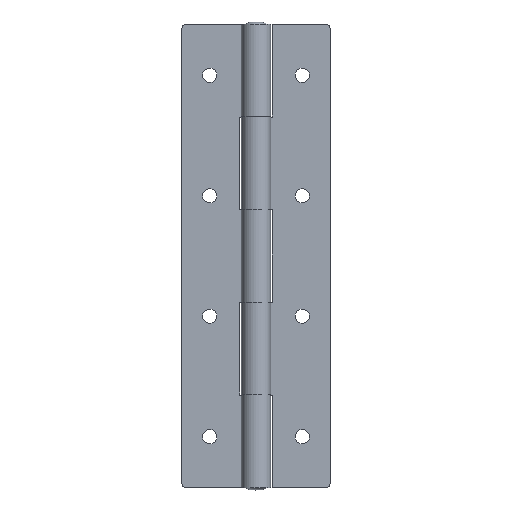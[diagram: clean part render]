
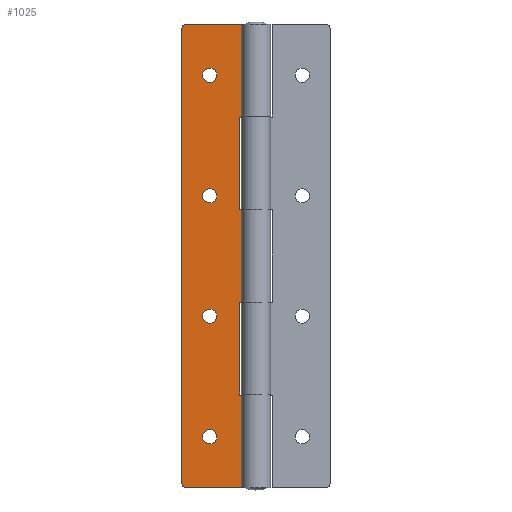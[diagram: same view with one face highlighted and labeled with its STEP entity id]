
A CAD part, top view. The second image highlights one B-rep face of the part: STEP entity #1025.
In plain terms, the highlighted face is planar.
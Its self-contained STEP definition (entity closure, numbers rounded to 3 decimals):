
#41=FACE_BOUND('',#183,.T.);
#42=FACE_BOUND('',#184,.T.);
#43=FACE_BOUND('',#185,.T.);
#44=FACE_BOUND('',#186,.T.);
#73=PLANE('',#1110);
#117=FACE_OUTER_BOUND('',#182,.T.);
#182=EDGE_LOOP('',(#815,#816,#817,#818,#819,#820,#821,#822,#823,#824,#825,
#826,#827,#828));
#183=EDGE_LOOP('',(#829));
#184=EDGE_LOOP('',(#830));
#185=EDGE_LOOP('',(#831));
#186=EDGE_LOOP('',(#832));
#247=LINE('',#1528,#333);
#251=LINE('',#1552,#337);
#254=LINE('',#1564,#340);
#256=LINE('',#1567,#342);
#258=LINE('',#1574,#344);
#261=LINE('',#1586,#347);
#263=LINE('',#1589,#349);
#272=LINE('',#1612,#358);
#273=LINE('',#1615,#359);
#274=LINE('',#1617,#360);
#275=LINE('',#1620,#361);
#276=LINE('',#1623,#362);
#333=VECTOR('',#1208,98.);
#337=VECTOR('',#1236,3.5);
#340=VECTOR('',#1247,3.5);
#342=VECTOR('',#1251,20.);
#344=VECTOR('',#1257,3.5);
#347=VECTOR('',#1268,3.5);
#349=VECTOR('',#1272,20.);
#358=VECTOR('',#1299,20.);
#359=VECTOR('',#1304,20.);
#360=VECTOR('',#1307,15.);
#361=VECTOR('',#1310,15.);
#362=VECTOR('',#1315,20.);
#405=CIRCLE('',#1062,1.);
#412=CIRCLE('',#1072,1.);
#413=CIRCLE('',#1074,1.55);
#414=CIRCLE('',#1076,1.55);
#415=CIRCLE('',#1078,1.55);
#416=CIRCLE('',#1080,1.55);
#457=VERTEX_POINT('',#1484);
#458=VERTEX_POINT('',#1485);
#477=VERTEX_POINT('',#1527);
#478=VERTEX_POINT('',#1531);
#479=VERTEX_POINT('',#1535);
#480=VERTEX_POINT('',#1538);
#481=VERTEX_POINT('',#1541);
#482=VERTEX_POINT('',#1544);
#484=VERTEX_POINT('',#1549);
#485=VERTEX_POINT('',#1551);
#489=VERTEX_POINT('',#1561);
#490=VERTEX_POINT('',#1563);
#492=VERTEX_POINT('',#1571);
#493=VERTEX_POINT('',#1573);
#497=VERTEX_POINT('',#1583);
#498=VERTEX_POINT('',#1585);
#503=VERTEX_POINT('',#1611);
#504=VERTEX_POINT('',#1619);
#557=EDGE_CURVE('',#457,#458,#405,.T.);
#578=EDGE_CURVE('',#477,#458,#247,.T.);
#580=EDGE_CURVE('',#477,#478,#412,.T.);
#582=EDGE_CURVE('',#479,#479,#413,.T.);
#583=EDGE_CURVE('',#480,#480,#414,.T.);
#584=EDGE_CURVE('',#481,#481,#415,.T.);
#585=EDGE_CURVE('',#482,#482,#416,.T.);
#588=EDGE_CURVE('',#485,#484,#251,.T.);
#594=EDGE_CURVE('',#490,#489,#254,.T.);
#596=EDGE_CURVE('',#484,#490,#256,.T.);
#599=EDGE_CURVE('',#493,#492,#258,.T.);
#605=EDGE_CURVE('',#498,#497,#261,.T.);
#607=EDGE_CURVE('',#492,#498,#263,.T.);
#618=EDGE_CURVE('',#503,#493,#272,.T.);
#620=EDGE_CURVE('',#497,#485,#273,.T.);
#621=EDGE_CURVE('',#457,#503,#274,.T.);
#622=EDGE_CURVE('',#504,#478,#275,.T.);
#624=EDGE_CURVE('',#489,#504,#276,.T.);
#815=ORIENTED_EDGE('',*,*,#557,.F.);
#816=ORIENTED_EDGE('',*,*,#621,.T.);
#817=ORIENTED_EDGE('',*,*,#618,.T.);
#818=ORIENTED_EDGE('',*,*,#599,.T.);
#819=ORIENTED_EDGE('',*,*,#607,.T.);
#820=ORIENTED_EDGE('',*,*,#605,.T.);
#821=ORIENTED_EDGE('',*,*,#620,.T.);
#822=ORIENTED_EDGE('',*,*,#588,.T.);
#823=ORIENTED_EDGE('',*,*,#596,.T.);
#824=ORIENTED_EDGE('',*,*,#594,.T.);
#825=ORIENTED_EDGE('',*,*,#624,.T.);
#826=ORIENTED_EDGE('',*,*,#622,.T.);
#827=ORIENTED_EDGE('',*,*,#580,.F.);
#828=ORIENTED_EDGE('',*,*,#578,.T.);
#829=ORIENTED_EDGE('',*,*,#582,.T.);
#830=ORIENTED_EDGE('',*,*,#583,.T.);
#831=ORIENTED_EDGE('',*,*,#584,.T.);
#832=ORIENTED_EDGE('',*,*,#585,.T.);
#1025=ADVANCED_FACE('',(#117,#41,#42,#43,#44),#73,.T.);
#1062=AXIS2_PLACEMENT_3D('',#1486,#1176,#1177);
#1072=AXIS2_PLACEMENT_3D('',#1532,#1212,#1213);
#1074=AXIS2_PLACEMENT_3D('',#1536,#1217,#1218);
#1076=AXIS2_PLACEMENT_3D('',#1539,#1221,#1222);
#1078=AXIS2_PLACEMENT_3D('',#1542,#1225,#1226);
#1080=AXIS2_PLACEMENT_3D('',#1545,#1229,#1230);
#1110=AXIS2_PLACEMENT_3D('',#1624,#1316,#1317);
#1176=DIRECTION('center_axis',(0.,-1.,0.));
#1177=DIRECTION('ref_axis',(-0.707,0.,0.707));
#1208=DIRECTION('',(0.,0.,1.));
#1212=DIRECTION('center_axis',(0.,-1.,0.));
#1213=DIRECTION('ref_axis',(-0.707,0.,-0.707));
#1217=DIRECTION('center_axis',(0.,-1.,0.));
#1218=DIRECTION('ref_axis',(1.,0.,0.));
#1221=DIRECTION('center_axis',(0.,-1.,0.));
#1222=DIRECTION('ref_axis',(1.,0.,0.));
#1225=DIRECTION('center_axis',(0.,-1.,0.));
#1226=DIRECTION('ref_axis',(1.,0.,0.));
#1229=DIRECTION('center_axis',(0.,-1.,0.));
#1230=DIRECTION('ref_axis',(1.,0.,0.));
#1236=DIRECTION('',(-1.,0.,0.));
#1247=DIRECTION('',(1.,0.,0.));
#1251=DIRECTION('',(0.,0.,-1.));
#1257=DIRECTION('',(-1.,0.,0.));
#1268=DIRECTION('',(1.,0.,0.));
#1272=DIRECTION('',(0.,0.,-1.));
#1299=DIRECTION('',(0.,0.,-1.));
#1304=DIRECTION('',(0.,0.,-1.));
#1307=DIRECTION('',(1.,0.,0.));
#1310=DIRECTION('',(-1.,0.,0.));
#1315=DIRECTION('',(0.,0.,-1.));
#1316=DIRECTION('center_axis',(0.,1.,0.));
#1317=DIRECTION('ref_axis',(0.,0.,1.));
#1484=CARTESIAN_POINT('',(-15.,1.4,50.));
#1485=CARTESIAN_POINT('',(-16.,1.4,49.));
#1486=CARTESIAN_POINT('Origin',(-15.,1.4,49.));
#1527=CARTESIAN_POINT('',(-16.,1.4,-49.));
#1528=CARTESIAN_POINT('',(-16.,1.4,0.));
#1531=CARTESIAN_POINT('',(-15.,1.4,-50.));
#1532=CARTESIAN_POINT('Origin',(-15.,1.4,-49.));
#1535=CARTESIAN_POINT('',(-8.45,1.4,13.));
#1536=CARTESIAN_POINT('Origin',(-10.,1.4,13.));
#1538=CARTESIAN_POINT('',(-8.45,1.4,-39.));
#1539=CARTESIAN_POINT('Origin',(-10.,1.4,-39.));
#1541=CARTESIAN_POINT('',(-8.45,1.4,39.));
#1542=CARTESIAN_POINT('Origin',(-10.,1.4,39.));
#1544=CARTESIAN_POINT('',(-8.45,1.4,-13.));
#1545=CARTESIAN_POINT('Origin',(-10.,1.4,-13.));
#1549=CARTESIAN_POINT('',(-3.5,1.4,-10.));
#1551=CARTESIAN_POINT('',(0.,1.4,-10.));
#1552=CARTESIAN_POINT('',(0.265,1.4,-10.));
#1561=CARTESIAN_POINT('',(0.,1.4,-30.));
#1563=CARTESIAN_POINT('',(-3.5,1.4,-30.));
#1564=CARTESIAN_POINT('',(-3.06,1.4,-30.));
#1567=CARTESIAN_POINT('',(-3.5,1.4,-5.));
#1571=CARTESIAN_POINT('',(-3.5,1.4,30.));
#1573=CARTESIAN_POINT('',(0.,1.4,30.));
#1574=CARTESIAN_POINT('',(0.265,1.4,30.));
#1583=CARTESIAN_POINT('',(0.,1.4,10.));
#1585=CARTESIAN_POINT('',(-3.5,1.4,10.));
#1586=CARTESIAN_POINT('',(-3.06,1.4,10.));
#1589=CARTESIAN_POINT('',(-3.5,1.4,15.));
#1611=CARTESIAN_POINT('',(0.,1.4,50.));
#1612=CARTESIAN_POINT('',(0.,1.4,0.));
#1615=CARTESIAN_POINT('',(0.,1.4,0.));
#1617=CARTESIAN_POINT('',(0.,1.4,50.));
#1619=CARTESIAN_POINT('',(0.,1.4,-50.));
#1620=CARTESIAN_POINT('',(0.,1.4,-50.));
#1623=CARTESIAN_POINT('',(0.,1.4,0.));
#1624=CARTESIAN_POINT('Origin',(-2.619,1.4,0.));
